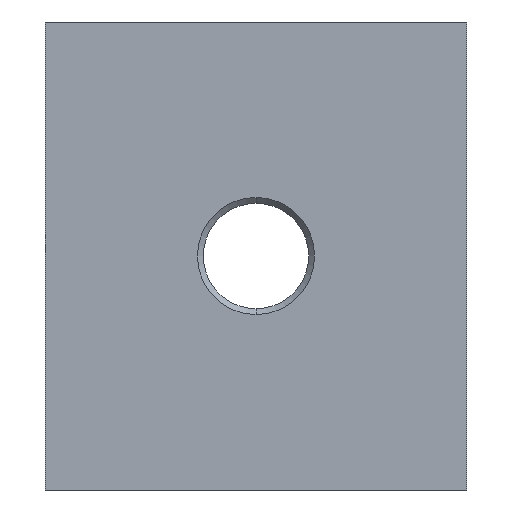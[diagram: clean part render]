
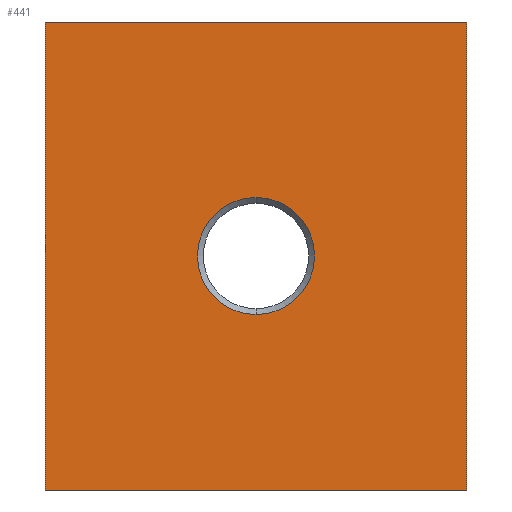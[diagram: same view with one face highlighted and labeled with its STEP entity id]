
A CAD part, front view. The second image highlights one B-rep face of the part: STEP entity #441.
In plain terms, the highlighted planar face has unit normal (0, -1, 0).
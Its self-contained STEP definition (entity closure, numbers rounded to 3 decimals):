
#13 = VECTOR ( 'NONE', #622, 1000. ) ;
#38 = ORIENTED_EDGE ( 'NONE', *, *, #377, .F. ) ;
#49 = FACE_BOUND ( 'NONE', #704, .T. ) ;
#77 = DIRECTION ( 'NONE',  ( 0., 0., 1. ) ) ;
#78 = DIRECTION ( 'NONE',  ( 1., 0., 0. ) ) ;
#80 = DIRECTION ( 'NONE',  ( 0., 0., -1. ) ) ;
#81 = DIRECTION ( 'NONE',  ( 0., 1., 0. ) ) ;
#84 = VECTOR ( 'NONE', #595, 1000. ) ;
#91 = EDGE_CURVE ( 'NONE', #454, #299, #670, .T. ) ;
#93 = PLANE ( 'NONE',  #648 ) ;
#98 = CARTESIAN_POINT ( 'NONE',  ( 18., 0., 40. ) ) ;
#132 = DIRECTION ( 'NONE',  ( 0., -1., 0. ) ) ;
#136 = EDGE_CURVE ( 'NONE', #256, #344, #210, .T. ) ;
#143 = CARTESIAN_POINT ( 'NONE',  ( 0., 0., 20. ) ) ;
#173 = CARTESIAN_POINT ( 'NONE',  ( 18., 0., 40. ) ) ;
#174 = EDGE_CURVE ( 'NONE', #344, #299, #683, .T. ) ;
#210 = LINE ( 'NONE', #605, #565 ) ;
#220 = CARTESIAN_POINT ( 'NONE',  ( -18., 0., 0. ) ) ;
#233 = CARTESIAN_POINT ( 'NONE',  ( 0., 0., 15. ) ) ;
#256 = VERTEX_POINT ( 'NONE', #493 ) ;
#261 = LINE ( 'NONE', #173, #717 ) ;
#299 = VERTEX_POINT ( 'NONE', #490 ) ;
#306 = VERTEX_POINT ( 'NONE', #477 ) ;
#311 = EDGE_CURVE ( 'NONE', #356, #306, #711, .T. ) ;
#324 = AXIS2_PLACEMENT_3D ( 'NONE', #458, #440, #421 ) ;
#344 = VERTEX_POINT ( 'NONE', #220 ) ;
#356 = VERTEX_POINT ( 'NONE', #233 ) ;
#377 = EDGE_CURVE ( 'NONE', #306, #356, #578, .T. ) ;
#380 = AXIS2_PLACEMENT_3D ( 'NONE', #143, #132, #80 ) ;
#402 = ORIENTED_EDGE ( 'NONE', *, *, #91, .F. ) ;
#414 = CARTESIAN_POINT ( 'NONE',  ( 18., 0., 40. ) ) ;
#421 = DIRECTION ( 'NONE',  ( 0., 0., -1. ) ) ;
#440 = DIRECTION ( 'NONE',  ( 0., -1., 0. ) ) ;
#441 = ADVANCED_FACE ( 'NONE', ( #562, #49 ), #93, .F. ) ;
#454 = VERTEX_POINT ( 'NONE', #414 ) ;
#458 = CARTESIAN_POINT ( 'NONE',  ( 0., 0., 20. ) ) ;
#477 = CARTESIAN_POINT ( 'NONE',  ( 0., 0., 25. ) ) ;
#490 = CARTESIAN_POINT ( 'NONE',  ( 18., 0., 0. ) ) ;
#493 = CARTESIAN_POINT ( 'NONE',  ( -18., 0., 40. ) ) ;
#495 = EDGE_LOOP ( 'NONE', ( #664, #402, #544, #505 ) ) ;
#505 = ORIENTED_EDGE ( 'NONE', *, *, #136, .T. ) ;
#544 = ORIENTED_EDGE ( 'NONE', *, *, #741, .F. ) ;
#562 = FACE_OUTER_BOUND ( 'NONE', #495, .T. ) ;
#565 = VECTOR ( 'NONE', #616, 1000. ) ;
#578 = CIRCLE ( 'NONE', #380, 5. ) ;
#581 = CARTESIAN_POINT ( 'NONE',  ( 18., 0., 0. ) ) ;
#595 = DIRECTION ( 'NONE',  ( 1., 0., 0. ) ) ;
#605 = CARTESIAN_POINT ( 'NONE',  ( -18., 0., 40. ) ) ;
#616 = DIRECTION ( 'NONE',  ( 0., 0., -1. ) ) ;
#622 = DIRECTION ( 'NONE',  ( 0., 0., -1. ) ) ;
#643 = CARTESIAN_POINT ( 'NONE',  ( 18., 0., 40. ) ) ;
#648 = AXIS2_PLACEMENT_3D ( 'NONE', #98, #81, #77 ) ;
#664 = ORIENTED_EDGE ( 'NONE', *, *, #174, .T. ) ;
#670 = LINE ( 'NONE', #643, #13 ) ;
#674 = ORIENTED_EDGE ( 'NONE', *, *, #311, .F. ) ;
#683 = LINE ( 'NONE', #581, #84 ) ;
#704 = EDGE_LOOP ( 'NONE', ( #674, #38 ) ) ;
#711 = CIRCLE ( 'NONE', #324, 5. ) ;
#717 = VECTOR ( 'NONE', #78, 1000. ) ;
#741 = EDGE_CURVE ( 'NONE', #256, #454, #261, .T. ) ;
